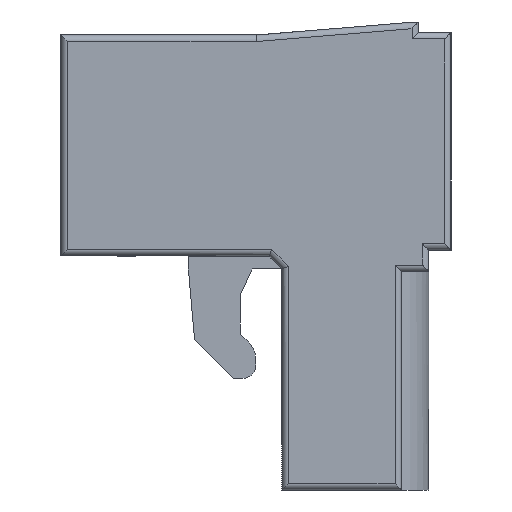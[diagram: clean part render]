
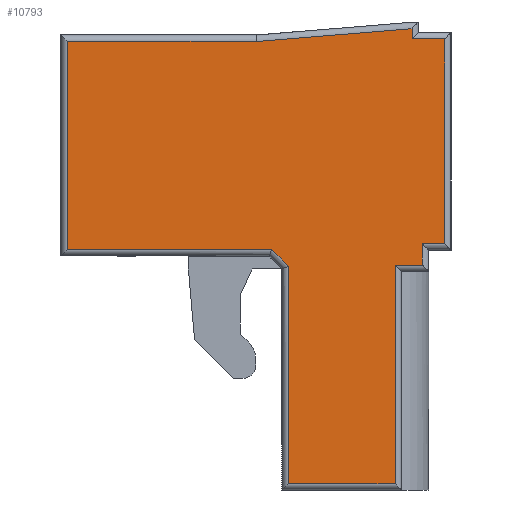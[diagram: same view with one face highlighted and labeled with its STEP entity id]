
A CAD part, left-side view. The second image highlights one B-rep face of the part: STEP entity #10793.
In plain terms, the highlighted planar face has unit normal (-1, 0, 0).
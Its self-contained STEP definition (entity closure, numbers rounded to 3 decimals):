
#179 = EDGE_CURVE ( 'NONE', #2953, #899, #4387, .T. ) ;
#184 = VECTOR ( 'NONE', #10166, 1000. ) ;
#527 = LINE ( 'NONE', #3301, #6905 ) ;
#605 = DIRECTION ( 'NONE',  ( 0., 1., 0. ) ) ;
#644 = CARTESIAN_POINT ( 'NONE',  ( 22.5, 1.1, -8.78 ) ) ;
#871 = LINE ( 'NONE', #644, #7521 ) ;
#899 = VERTEX_POINT ( 'NONE', #8390 ) ;
#1147 = CARTESIAN_POINT ( 'NONE',  ( 22.5, 6.896, -8.75 ) ) ;
#1324 = LINE ( 'NONE', #9126, #3257 ) ;
#1367 = LINE ( 'NONE', #5682, #5276 ) ;
#1418 = ORIENTED_EDGE ( 'NONE', *, *, #9736, .T. ) ;
#1579 = CARTESIAN_POINT ( 'NONE',  ( 22.5, 2.15, -9.35 ) ) ;
#1659 = FACE_OUTER_BOUND ( 'NONE', #5107, .T. ) ;
#1665 = CARTESIAN_POINT ( 'NONE',  ( 22.5, 2.15, -17.75 ) ) ;
#1697 = VECTOR ( 'NONE', #5279, 1000. ) ;
#1869 = VECTOR ( 'NONE', #8677, 1000. ) ;
#1884 = ORIENTED_EDGE ( 'NONE', *, *, #179, .T. ) ;
#1932 = ORIENTED_EDGE ( 'NONE', *, *, #2831, .T. ) ;
#2124 = LINE ( 'NONE', #6205, #10253 ) ;
#2222 = DIRECTION ( 'NONE',  ( 0., -1., 0. ) ) ;
#2331 = ORIENTED_EDGE ( 'NONE', *, *, #4655, .T. ) ;
#2379 = CARTESIAN_POINT ( 'NONE',  ( 22.5, 0., 0. ) ) ;
#2527 = LINE ( 'NONE', #3065, #9192 ) ;
#2539 = VERTEX_POINT ( 'NONE', #8840 ) ;
#2646 = VECTOR ( 'NONE', #4083, 1000. ) ;
#2654 = VERTEX_POINT ( 'NONE', #10478 ) ;
#2737 = VERTEX_POINT ( 'NONE', #9716 ) ;
#2831 = EDGE_CURVE ( 'NONE', #7464, #8962, #10721, .T. ) ;
#2953 = VERTEX_POINT ( 'NONE', #5523 ) ;
#3065 = CARTESIAN_POINT ( 'NONE',  ( 22.5, 0.25, -0.4 ) ) ;
#3201 = DIRECTION ( 'NONE',  ( -1., 0., 0. ) ) ;
#3257 = VECTOR ( 'NONE', #9986, 1000. ) ;
#3275 = CARTESIAN_POINT ( 'NONE',  ( 22.5, 14.75, -8.75 ) ) ;
#3301 = CARTESIAN_POINT ( 'NONE',  ( 22.5, 6.323, -9.323 ) ) ;
#3465 = ORIENTED_EDGE ( 'NONE', *, *, #5150, .T. ) ;
#4082 = CARTESIAN_POINT ( 'NONE',  ( 22.5, 6.25, -18. ) ) ;
#4083 = DIRECTION ( 'NONE',  ( 0., 0., -1. ) ) ;
#4158 = LINE ( 'NONE', #9434, #1697 ) ;
#4387 = LINE ( 'NONE', #4082, #10840 ) ;
#4424 = EDGE_CURVE ( 'NONE', #4467, #2737, #1367, .T. ) ;
#4459 = VECTOR ( 'NONE', #605, 1000. ) ;
#4467 = VERTEX_POINT ( 'NONE', #1579 ) ;
#4616 = EDGE_CURVE ( 'NONE', #5824, #4467, #8557, .T. ) ;
#4655 = EDGE_CURVE ( 'NONE', #7276, #9898, #2124, .T. ) ;
#4797 = EDGE_CURVE ( 'NONE', #9898, #6557, #6698, .T. ) ;
#4805 = EDGE_CURVE ( 'NONE', #8962, #2654, #2527, .T. ) ;
#4944 = EDGE_CURVE ( 'NONE', #6557, #6619, #5136, .T. ) ;
#5107 = EDGE_LOOP ( 'NONE', ( #5178, #8993, #9654, #1932, #7952, #8463, #8399, #2331, #10571, #8123, #7412, #1418, #1884, #3465 ) ) ;
#5136 = LINE ( 'NONE', #8280, #2646 ) ;
#5150 = EDGE_CURVE ( 'NONE', #899, #5824, #8804, .T. ) ;
#5178 = ORIENTED_EDGE ( 'NONE', *, *, #4616, .T. ) ;
#5276 = VECTOR ( 'NONE', #10693, 1000. ) ;
#5279 = DIRECTION ( 'NONE',  ( 0., 0., 1. ) ) ;
#5350 = VECTOR ( 'NONE', #2222, 1000. ) ;
#5505 = CARTESIAN_POINT ( 'NONE',  ( 22.5, 0.25, -8.53 ) ) ;
#5523 = CARTESIAN_POINT ( 'NONE',  ( 22.5, 6.25, -9.396 ) ) ;
#5603 = DIRECTION ( 'NONE',  ( 0., 0., 1. ) ) ;
#5682 = CARTESIAN_POINT ( 'NONE',  ( 22.5, 0.85, -9.35 ) ) ;
#5824 = VERTEX_POINT ( 'NONE', #1665 ) ;
#5833 = CARTESIAN_POINT ( 'NONE',  ( 22.5, 14.75, -0.75 ) ) ;
#6205 = CARTESIAN_POINT ( 'NONE',  ( 22.5, 7.48, -0.749 ) ) ;
#6557 = VERTEX_POINT ( 'NONE', #5833 ) ;
#6619 = VERTEX_POINT ( 'NONE', #3275 ) ;
#6629 = EDGE_CURVE ( 'NONE', #2654, #2539, #1324, .T. ) ;
#6670 = CARTESIAN_POINT ( 'NONE',  ( 22.5, 1.1, -8.53 ) ) ;
#6698 = LINE ( 'NONE', #7227, #4459 ) ;
#6905 = VECTOR ( 'NONE', #7469, 1000. ) ;
#7009 = DIRECTION ( 'NONE',  ( 0., 0.997, -0.082 ) ) ;
#7227 = CARTESIAN_POINT ( 'NONE',  ( 22.5, 15., -0.75 ) ) ;
#7238 = CARTESIAN_POINT ( 'NONE',  ( 22.5, 1.5, -0.259 ) ) ;
#7276 = VERTEX_POINT ( 'NONE', #7238 ) ;
#7367 = PLANE ( 'NONE',  #9041 ) ;
#7412 = ORIENTED_EDGE ( 'NONE', *, *, #9594, .T. ) ;
#7464 = VERTEX_POINT ( 'NONE', #6670 ) ;
#7469 = DIRECTION ( 'NONE',  ( 0., -0.707, -0.707 ) ) ;
#7521 = VECTOR ( 'NONE', #10670, 1000. ) ;
#7565 = LINE ( 'NONE', #8930, #5350 ) ;
#7660 = VERTEX_POINT ( 'NONE', #1147 ) ;
#7817 = CARTESIAN_POINT ( 'NONE',  ( 22.5, 2.15, -9.6 ) ) ;
#7898 = EDGE_CURVE ( 'NONE', #2539, #7276, #4158, .T. ) ;
#7939 = CARTESIAN_POINT ( 'NONE',  ( 22.5, 7.49, -0.75 ) ) ;
#7952 = ORIENTED_EDGE ( 'NONE', *, *, #4805, .T. ) ;
#8123 = ORIENTED_EDGE ( 'NONE', *, *, #4944, .T. ) ;
#8280 = CARTESIAN_POINT ( 'NONE',  ( 22.5, 14.75, -9. ) ) ;
#8390 = CARTESIAN_POINT ( 'NONE',  ( 22.5, 6.25, -17.75 ) ) ;
#8399 = ORIENTED_EDGE ( 'NONE', *, *, #7898, .T. ) ;
#8463 = ORIENTED_EDGE ( 'NONE', *, *, #6629, .T. ) ;
#8478 = VECTOR ( 'NONE', #10536, 1000. ) ;
#8557 = LINE ( 'NONE', #7817, #1869 ) ;
#8677 = DIRECTION ( 'NONE',  ( 0., 0., 1. ) ) ;
#8804 = LINE ( 'NONE', #9338, #184 ) ;
#8840 = CARTESIAN_POINT ( 'NONE',  ( 22.5, 1.5, -0.65 ) ) ;
#8930 = CARTESIAN_POINT ( 'NONE',  ( 22.5, 7., -8.75 ) ) ;
#8962 = VERTEX_POINT ( 'NONE', #5505 ) ;
#8993 = ORIENTED_EDGE ( 'NONE', *, *, #4424, .T. ) ;
#9041 = AXIS2_PLACEMENT_3D ( 'NONE', #2379, #3201, #9070 ) ;
#9070 = DIRECTION ( 'NONE',  ( 0., 0., 1. ) ) ;
#9079 = EDGE_CURVE ( 'NONE', #2737, #7464, #871, .T. ) ;
#9096 = DIRECTION ( 'NONE',  ( 0., 0., -1. ) ) ;
#9126 = CARTESIAN_POINT ( 'NONE',  ( 22.5, 1.25, -0.65 ) ) ;
#9192 = VECTOR ( 'NONE', #5603, 1000. ) ;
#9338 = CARTESIAN_POINT ( 'NONE',  ( 22.5, 1.9, -17.75 ) ) ;
#9434 = CARTESIAN_POINT ( 'NONE',  ( 22.5, 1.5, 0. ) ) ;
#9594 = EDGE_CURVE ( 'NONE', #6619, #7660, #7565, .T. ) ;
#9654 = ORIENTED_EDGE ( 'NONE', *, *, #9079, .T. ) ;
#9716 = CARTESIAN_POINT ( 'NONE',  ( 22.5, 1.1, -9.35 ) ) ;
#9736 = EDGE_CURVE ( 'NONE', #7660, #2953, #527, .T. ) ;
#9898 = VERTEX_POINT ( 'NONE', #7939 ) ;
#9986 = DIRECTION ( 'NONE',  ( 0., 1., 0. ) ) ;
#10166 = DIRECTION ( 'NONE',  ( 0., -1., 0. ) ) ;
#10253 = VECTOR ( 'NONE', #7009, 1000. ) ;
#10446 = CARTESIAN_POINT ( 'NONE',  ( 22.5, 0., -8.53 ) ) ;
#10478 = CARTESIAN_POINT ( 'NONE',  ( 22.5, 0.25, -0.65 ) ) ;
#10536 = DIRECTION ( 'NONE',  ( 0., -1., 0. ) ) ;
#10571 = ORIENTED_EDGE ( 'NONE', *, *, #4797, .T. ) ;
#10670 = DIRECTION ( 'NONE',  ( 0., 0., 1. ) ) ;
#10693 = DIRECTION ( 'NONE',  ( 0., -1., 0. ) ) ;
#10721 = LINE ( 'NONE', #10446, #8478 ) ;
#10793 = ADVANCED_FACE ( 'NONE', ( #1659 ), #7367, .T. ) ;
#10840 = VECTOR ( 'NONE', #9096, 1000. ) ;
